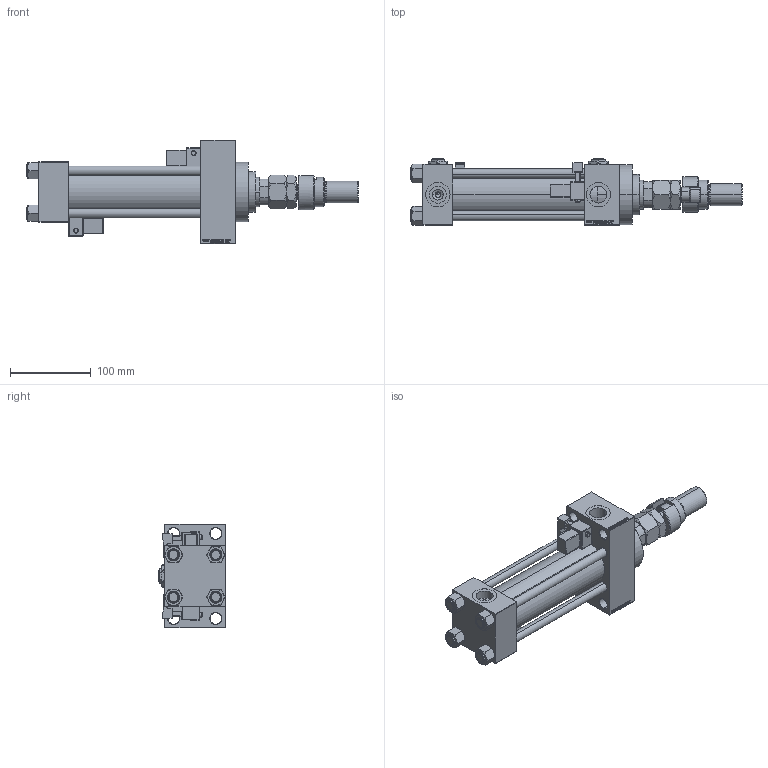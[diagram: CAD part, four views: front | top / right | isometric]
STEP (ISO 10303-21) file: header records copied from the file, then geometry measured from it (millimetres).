
FILE_DESCRIPTION (( 'STEP AP203' ), '1' );
FILE_NAME ('466c.STEP', '2022-04-26T06:20:40', ( '' ), ( '' ), 'SwSTEP 2.0', 'SolidWorks 2019', '' );
FILE_SCHEMA (( 'CONFIG_CONTROL_DESIGN' ));
Length unit declared in the file: millimetre
Products named in the file (11): V215CR_D_Body b0d013107ed7568bde69e9ebbd90d5a8; 466c; V215CR_D_TYCINKA b0d013107ed7568bde69e9ebbd90d5a8; DFA b0d013107ed7568bde69e9ebbd90d5a8; V215_VC_A b0d013107ed7568bde69e9ebbd90d5a8; Zatka_pro_OIL_PORT b0d013107ed7568bde69e9ebbd90d5a8; V215CR_VCP_D b0d013107ed7568bde69e9ebbd90d5a8; NUT_M5_D b0d013107ed7568bde69e9ebbd90d5a8; MFA b0d013107ed7568bde69e9ebbd90d5a8; V215CR_MSU b0d013107ed7568bde69e9ebbd90d5a8; FEMALE_PART_FOR_DFA b0d013107ed7568bde69e9ebbd90d5a8
Assembly tree (18 placements, depth 3):
  466c
    V215CR_D_Body b0d013107ed7568bde69e9ebbd90d5a8
    V215CR_VCP_D b0d013107ed7568bde69e9ebbd90d5a8
    NUT_M5_D b0d013107ed7568bde69e9ebbd90d5a8  x4
    V215CR_D_TYCINKA b0d013107ed7568bde69e9ebbd90d5a8  x4
    V215_VC_A b0d013107ed7568bde69e9ebbd90d5a8
    DFA b0d013107ed7568bde69e9ebbd90d5a8
      FEMALE_PART_FOR_DFA b0d013107ed7568bde69e9ebbd90d5a8
      MFA b0d013107ed7568bde69e9ebbd90d5a8
    V215CR_MSU b0d013107ed7568bde69e9ebbd90d5a8  x2
    Zatka_pro_OIL_PORT b0d013107ed7568bde69e9ebbd90d5a8  x2
Bounding box: 410.5 x 82.27 x 128 mm (x, y, z)
Volume: 1159340.1 mm3; surface area: 275776 mm2
Topology: 17 solids, 17 shells, 1453 faces, 3550 edges, 2234 vertices
Faces by surface type: plane 635, bspline 368, cone 226, cylinder 176, torus 24, sphere 24
Entity records: 54662 total; most frequent: CARTESIAN_POINT 26898, ORIENTED_EDGE 6018, DIRECTION 4277, EDGE_CURVE 3009, VERTEX_POINT 1936, VECTOR 1715, LINE 1715, EDGE_LOOP 1359
